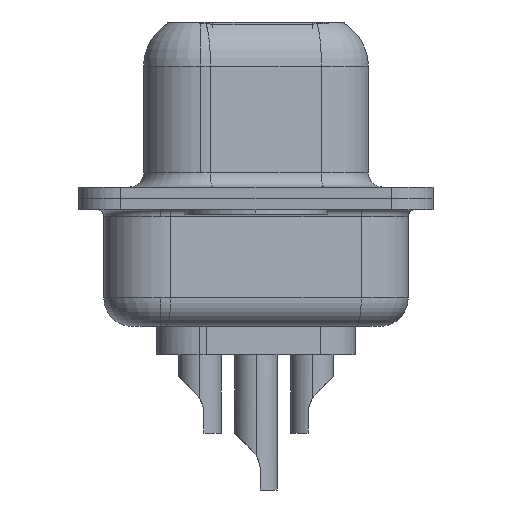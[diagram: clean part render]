
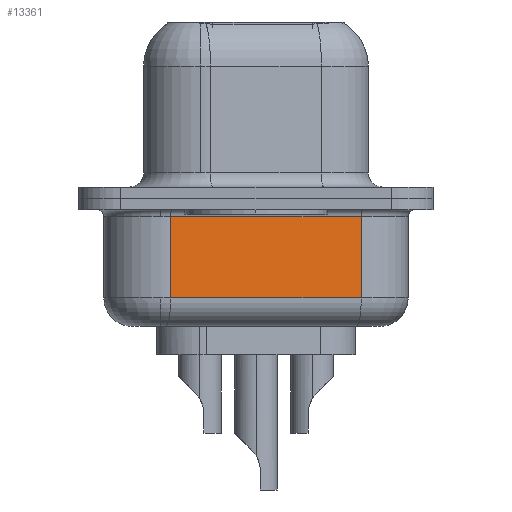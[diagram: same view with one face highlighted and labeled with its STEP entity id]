
A CAD part, left-side view. The second image highlights one B-rep face of the part: STEP entity #13361.
In plain terms, the highlighted planar face has unit normal (-0.985, -0.174, 0).
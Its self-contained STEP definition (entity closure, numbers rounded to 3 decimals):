
#1963 = EDGE_CURVE ( 'NONE', #10635, #2575, #10209, .T. ) ;
#2575 = VERTEX_POINT ( 'NONE', #12411 ) ;
#3121 = EDGE_CURVE ( 'NONE', #23553, #13708, #27619, .T. ) ;
#3661 = AXIS2_PLACEMENT_3D ( 'NONE', #24640, #13195, #28892 ) ;
#4521 = FACE_OUTER_BOUND ( 'NONE', #21194, .T. ) ;
#5556 = ORIENTED_EDGE ( 'NONE', *, *, #14616, .T. ) ;
#5647 = DIRECTION ( 'NONE',  ( 0., 0., 1. ) ) ;
#7510 = CARTESIAN_POINT ( 'NONE',  ( 4.037, -3.697, -4.5 ) ) ;
#8904 = VECTOR ( 'NONE', #12717, 1000. ) ;
#9068 = PLANE ( 'NONE',  #3661 ) ;
#9415 = ORIENTED_EDGE ( 'NONE', *, *, #16085, .T. ) ;
#10209 = LINE ( 'NONE', #17294, #12516 ) ;
#10635 = VERTEX_POINT ( 'NONE', #14995 ) ;
#12411 = CARTESIAN_POINT ( 'NONE',  ( 2.855, 3.003, -0.65 ) ) ;
#12516 = VECTOR ( 'NONE', #5647, 1000. ) ;
#12717 = DIRECTION ( 'NONE',  ( 0.174, -0.985, 0. ) ) ;
#12825 = CARTESIAN_POINT ( 'NONE',  ( 4.037, -3.697, -3.5 ) ) ;
#12915 = LINE ( 'NONE', #17199, #14990 ) ;
#13195 = DIRECTION ( 'NONE',  ( 0.985, 0.174, 0. ) ) ;
#13361 = ADVANCED_FACE ( 'NONE', ( #4521 ), #9068, .F. ) ;
#13708 = VERTEX_POINT ( 'NONE', #23434 ) ;
#14616 = EDGE_CURVE ( 'NONE', #13708, #2575, #12915, .T. ) ;
#14990 = VECTOR ( 'NONE', #15113, 1000. ) ;
#14995 = CARTESIAN_POINT ( 'NONE',  ( 2.855, 3.003, -3.5 ) ) ;
#15113 = DIRECTION ( 'NONE',  ( -0.174, 0.985, 0. ) ) ;
#16085 = EDGE_CURVE ( 'NONE', #10635, #23553, #26050, .T. ) ;
#16498 = DIRECTION ( 'NONE',  ( 0., 0., 1. ) ) ;
#17199 = CARTESIAN_POINT ( 'NONE',  ( 2.855, 3.003, -0.65 ) ) ;
#17294 = CARTESIAN_POINT ( 'NONE',  ( 2.855, 3.003, -4.5 ) ) ;
#18208 = VECTOR ( 'NONE', #16498, 1000. ) ;
#19610 = CARTESIAN_POINT ( 'NONE',  ( 2.855, 3.003, -3.5 ) ) ;
#21194 = EDGE_LOOP ( 'NONE', ( #27429, #9415, #22015, #5556 ) ) ;
#22015 = ORIENTED_EDGE ( 'NONE', *, *, #3121, .T. ) ;
#23434 = CARTESIAN_POINT ( 'NONE',  ( 4.037, -3.697, -0.65 ) ) ;
#23553 = VERTEX_POINT ( 'NONE', #12825 ) ;
#24640 = CARTESIAN_POINT ( 'NONE',  ( 2.855, 3.003, -4.5 ) ) ;
#26050 = LINE ( 'NONE', #19610, #8904 ) ;
#27429 = ORIENTED_EDGE ( 'NONE', *, *, #1963, .F. ) ;
#27619 = LINE ( 'NONE', #7510, #18208 ) ;
#28892 = DIRECTION ( 'NONE',  ( -0.174, 0.985, 0. ) ) ;
